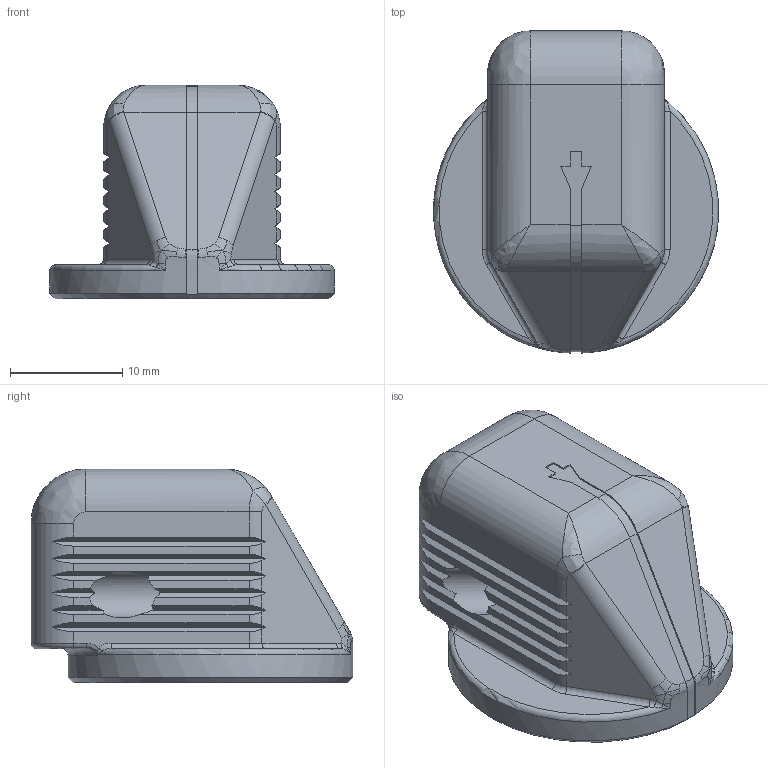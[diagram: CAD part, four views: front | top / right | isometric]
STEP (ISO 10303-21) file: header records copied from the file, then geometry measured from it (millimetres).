
FILE_DESCRIPTION(/* description */ (''),/* implementation_level */ '2;1');
FILE_NAME(/* name */ 'KY58-Large.step',/* time_stamp */ '2021-12-19T05:18:42+10:00',/* author */ (''),/* organization */ (''),/* preprocessor_version */ 'ST-DEVELOPER v18.1',/* originating_system */ 'Autodesk Translation Framework v10.10.0.1391',/* authorisation */ '');
FILE_SCHEMA (('AUTOMOTIVE_DESIGN { 1 0 10303 214 3 1 1 }'));
Length unit declared in the file: millimetre
Products named in the file (1): MS21384-04DBN
Bounding box: 25.4 x 28.69 x 19.05 mm (x, y, z)
Volume: 6450.8 mm3; surface area: 3477.1 mm2
Topology: 2 solids, 2 shells, 182 faces, 504 edges, 322 vertices
Faces by surface type: plane 88, cylinder 43, bspline 40, torus 7, cone 4
Full cylindrical faces by diameter (mm): 3.416 x3, 4.166 x2, 9.652 x2
Entity records: 8949 total; most frequent: CARTESIAN_POINT 4411, ORIENTED_EDGE 1000, DIRECTION 856, EDGE_CURVE 500, VERTEX_POINT 322, AXIS2_PLACEMENT_3D 314, LINE 228, VECTOR 228
